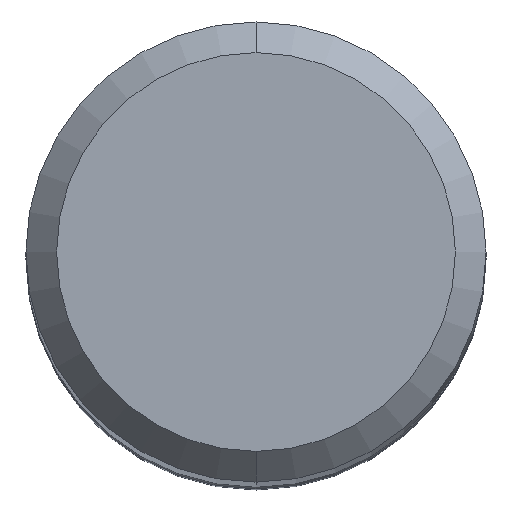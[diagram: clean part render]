
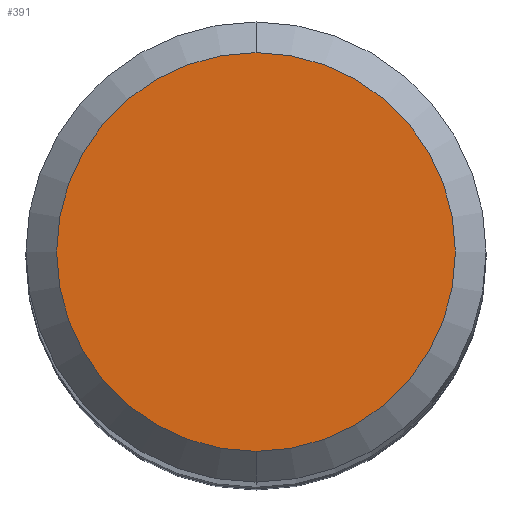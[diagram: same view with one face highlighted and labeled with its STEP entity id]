
A CAD part, top view. The second image highlights one B-rep face of the part: STEP entity #391.
In plain terms, the highlighted planar face has unit normal (0, 0, 1).
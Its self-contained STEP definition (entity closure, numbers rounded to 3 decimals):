
#197=VERTEX_POINT('',#521);
#283=VERTEX_POINT('',#614);
#299=EDGE_CURVE('',#283,#197,#633,.T.);
#391=ADVANCED_FACE('',(#735),#736,.T.);
#463=EDGE_CURVE('',#197,#283,#815,.T.);
#521=CARTESIAN_POINT('',(0.0,2.6,0.0));
#614=CARTESIAN_POINT('',(0.,-2.6,0.0));
#633=CIRCLE('',#1059,2.6);
#735=FACE_OUTER_BOUND('',#1263,.T.);
#736=PLANE('',#1264);
#815=CIRCLE('',#1431,2.6);
#1059=AXIS2_PLACEMENT_3D('',#1647,#1648,#1649);
#1263=EDGE_LOOP('',(#1792,#1793));
#1264=AXIS2_PLACEMENT_3D('',#1794,#1795,#1796);
#1431=AXIS2_PLACEMENT_3D('',#1870,#1871,#1872);
#1647=CARTESIAN_POINT('',(0.0,0.0,0.0));
#1648=DIRECTION('',(0.0,0.0,-1.0));
#1649=DIRECTION('',(0.0,1.0,0.0));
#1792=ORIENTED_EDGE('',*,*,#463,.F.);
#1793=ORIENTED_EDGE('',*,*,#299,.F.);
#1794=CARTESIAN_POINT('',(0.0,1.3,0.0));
#1795=DIRECTION('',(-0.0,0.0,1.0));
#1796=DIRECTION('',(0.0,-1.0,0.0));
#1870=CARTESIAN_POINT('',(0.0,0.0,0.0));
#1871=DIRECTION('',(0.0,0.0,-1.0));
#1872=DIRECTION('',(0.0,1.0,0.0));
